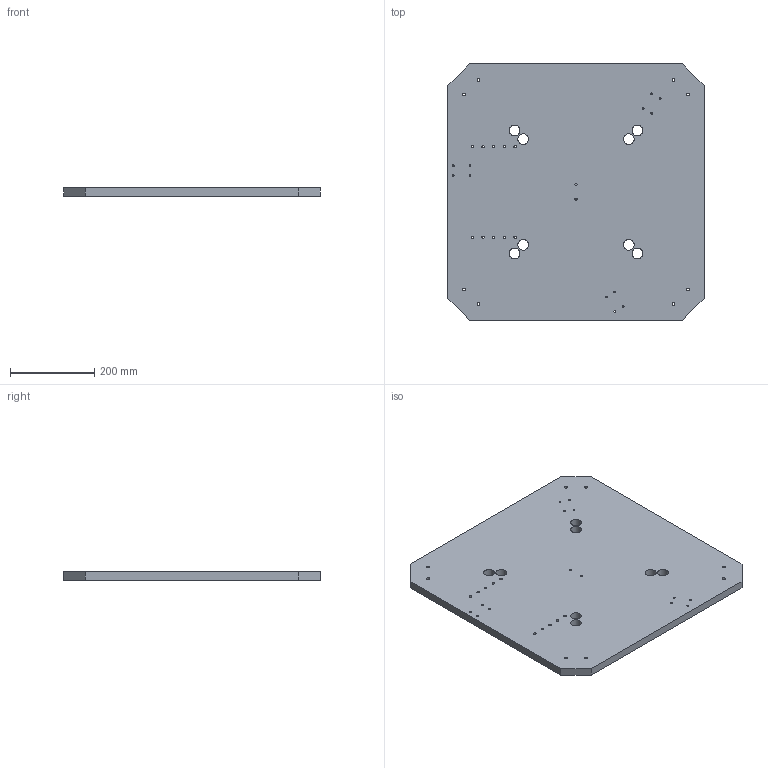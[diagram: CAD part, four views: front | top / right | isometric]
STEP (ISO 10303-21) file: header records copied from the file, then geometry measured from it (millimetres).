
FILE_DESCRIPTION(/* description */ (''),/* implementation_level */ '2;1');
FILE_NAME(/* name */ 'BELLY_PLATE.step',/* time_stamp */ '2024-01-26T23:03:55-08:00',/* author */ (''),/* organization */ (''),/* preprocessor_version */ 'ST-DEVELOPER v20',/* originating_system */ 'Autodesk Translation Framework v12.14.0.127',/* authorisation */ '');
FILE_SCHEMA (('AUTOMOTIVE_DESIGN { 1 0 10303 214 3 1 1 }'));
Length unit declared in the file: inch
Products named in the file (1): BELLY_PLATE
Bounding box: 609.6 x 609.6 x 19.05 mm (x, y, z)
Volume: 6889493.3 mm3; surface area: 789586.6 mm2
Topology: 1 solids, 1 shells, 52 faces, 144 edges, 96 vertices
Faces by surface type: cylinder 40, plane 12
Full cylindrical faces by diameter (mm): 4.205 x3, 4.216 x9, 5.08 x2, 5.791 x10, 7 x8, 25.4 x8
Entity records: 1895 total; most frequent: DIRECTION 330, CARTESIAN_POINT 293, ORIENTED_EDGE 288, EDGE_CURVE 144, AXIS2_PLACEMENT_3D 133, EDGE_LOOP 130, VERTEX_POINT 96, CIRCLE 80
